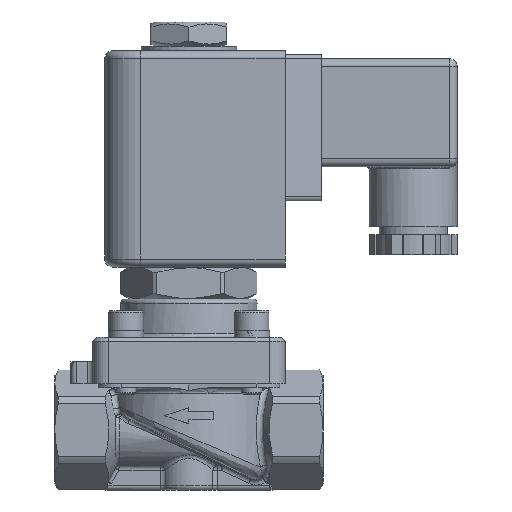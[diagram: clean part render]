
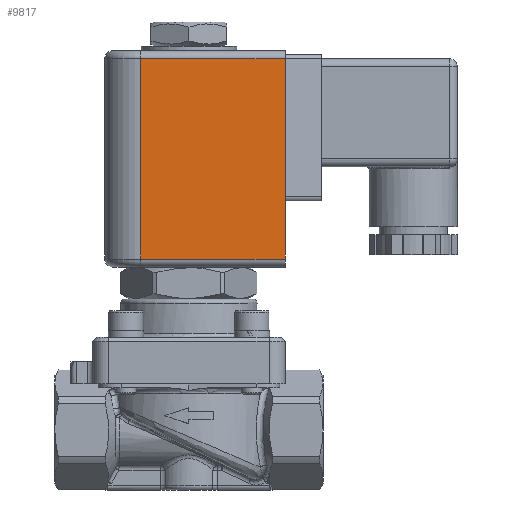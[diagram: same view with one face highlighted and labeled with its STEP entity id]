
A CAD part, left-side view. The second image highlights one B-rep face of the part: STEP entity #9817.
In plain terms, the highlighted planar face has unit normal (-1, 0, 0).
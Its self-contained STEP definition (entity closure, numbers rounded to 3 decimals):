
#1210=PLANE('',#10694);
#1811=FACE_OUTER_BOUND('',#2469,.T.);
#2469=EDGE_LOOP('',(#8350,#8351,#8352,#8353));
#3411=LINE('',#18614,#4009);
#3412=LINE('',#18616,#4010);
#3413=LINE('',#18618,#4011);
#3414=LINE('',#18619,#4012);
#4009=VECTOR('',#12682,36.);
#4010=VECTOR('',#12683,50.);
#4011=VECTOR('',#12684,36.);
#4012=VECTOR('',#12685,50.);
#4913=VERTEX_POINT('',#18612);
#4914=VERTEX_POINT('',#18613);
#4915=VERTEX_POINT('',#18615);
#4916=VERTEX_POINT('',#18617);
#6107=EDGE_CURVE('',#4913,#4914,#3411,.T.);
#6108=EDGE_CURVE('',#4913,#4915,#3412,.T.);
#6109=EDGE_CURVE('',#4916,#4915,#3413,.T.);
#6110=EDGE_CURVE('',#4914,#4916,#3414,.T.);
#8350=ORIENTED_EDGE('',*,*,#6107,.F.);
#8351=ORIENTED_EDGE('',*,*,#6108,.T.);
#8352=ORIENTED_EDGE('',*,*,#6109,.F.);
#8353=ORIENTED_EDGE('',*,*,#6110,.F.);
#9817=ADVANCED_FACE('',(#1811),#1210,.T.);
#10694=AXIS2_PLACEMENT_3D('',#18611,#12680,#12681);
#12680=DIRECTION('center_axis',(-1.,0.,0.));
#12681=DIRECTION('ref_axis',(0.,0.,1.));
#12682=DIRECTION('',(0.,1.,0.));
#12683=DIRECTION('',(0.,0.,1.));
#12684=DIRECTION('',(0.,-1.,0.));
#12685=DIRECTION('',(0.,0.,1.));
#18611=CARTESIAN_POINT('Origin',(-18.,-24.,38.7));
#18612=CARTESIAN_POINT('',(-18.,-24.,40.7));
#18613=CARTESIAN_POINT('',(-18.,12.,40.7));
#18614=CARTESIAN_POINT('',(-18.,-12.75,40.7));
#18615=CARTESIAN_POINT('',(-18.,-24.,90.7));
#18616=CARTESIAN_POINT('',(-18.,-24.,38.7));
#18617=CARTESIAN_POINT('',(-18.,12.,90.7));
#18618=CARTESIAN_POINT('',(-18.,-12.75,90.7));
#18619=CARTESIAN_POINT('',(-18.,12.,38.7));
